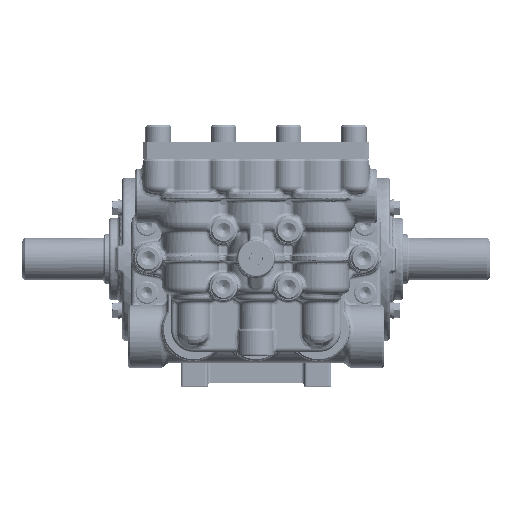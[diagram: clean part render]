
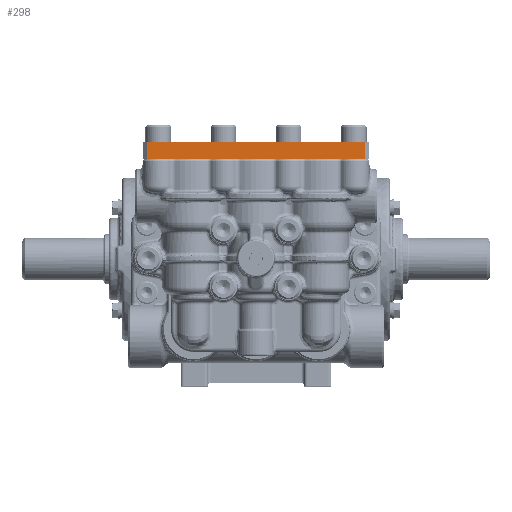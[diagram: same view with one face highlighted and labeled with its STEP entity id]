
A CAD part, top view. The second image highlights one B-rep face of the part: STEP entity #298.
In plain terms, the highlighted planar face has unit normal (0, 0, 1).
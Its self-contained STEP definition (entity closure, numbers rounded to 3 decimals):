
#261 = EDGE_CURVE ( 'NONE', #262, #263, #71898, .T. ) ;
#262 = VERTEX_POINT ( 'NONE', #71890 ) ;
#263 = VERTEX_POINT ( 'NONE', #71887 ) ;
#264 = ORIENTED_EDGE ( 'NONE', *, *, #265, .T. ) ;
#265 = EDGE_CURVE ( 'NONE', #262, #266, #71883, .T. ) ;
#266 = VERTEX_POINT ( 'NONE', #71877 ) ;
#267 = ORIENTED_EDGE ( 'NONE', *, *, #268, .T. ) ;
#268 = EDGE_CURVE ( 'NONE', #266, #269, #71871, .T. ) ;
#269 = VERTEX_POINT ( 'NONE', #71864 ) ;
#270 = ORIENTED_EDGE ( 'NONE', *, *, #271, .T. ) ;
#271 = EDGE_CURVE ( 'NONE', #269, #263, #71862, .T. ) ;
#298 = ADVANCED_FACE ( 'NONE', ( #71939 ), #71938, .F. ) ;
#300 = EDGE_LOOP ( 'NONE', ( #302, #264, #267, #270 ) ) ;
#302 = ORIENTED_EDGE ( 'NONE', *, *, #261, .F. ) ;
#71854 = DIRECTION ( 'NONE',  ( 0., 1., 0. ) ) ;
#71857 = VECTOR ( 'NONE', #71854, 1000. ) ;
#71859 = CARTESIAN_POINT ( 'NONE',  ( 77., 82., 329.5 ) ) ;
#71862 = LINE ( 'NONE', #71859, #71857 ) ;
#71864 = CARTESIAN_POINT ( 'NONE',  ( 77., 70., 329.5 ) ) ;
#71866 = DIRECTION ( 'NONE',  ( 1., 0., 0. ) ) ;
#71868 = VECTOR ( 'NONE', #71866, 1000. ) ;
#71869 = CARTESIAN_POINT ( 'NONE',  ( -80., 70., 329.5 ) ) ;
#71871 = LINE ( 'NONE', #71869, #71868 ) ;
#71877 = CARTESIAN_POINT ( 'NONE',  ( -77., 70., 329.5 ) ) ;
#71878 = DIRECTION ( 'NONE',  ( 0., -1., 0. ) ) ;
#71880 = VECTOR ( 'NONE', #71878, 1000. ) ;
#71881 = CARTESIAN_POINT ( 'NONE',  ( -77., 82., 329.5 ) ) ;
#71883 = LINE ( 'NONE', #71881, #71880 ) ;
#71887 = CARTESIAN_POINT ( 'NONE',  ( 77., 82., 329.5 ) ) ;
#71890 = CARTESIAN_POINT ( 'NONE',  ( -77., 82., 329.5 ) ) ;
#71893 = DIRECTION ( 'NONE',  ( 1., 0., 0. ) ) ;
#71894 = VECTOR ( 'NONE', #71893, 1000. ) ;
#71896 = CARTESIAN_POINT ( 'NONE',  ( -80., 82., 329.5 ) ) ;
#71898 = LINE ( 'NONE', #71896, #71894 ) ;
#71932 = CARTESIAN_POINT ( 'NONE',  ( -80., 82., 329.5 ) ) ;
#71936 = AXIS2_PLACEMENT_3D ( 'NONE', #71932, #72124, #72123 ) ;
#71938 = PLANE ( 'NONE',  #71936 ) ;
#71939 = FACE_OUTER_BOUND ( 'NONE', #300, .T. ) ;
#72123 = DIRECTION ( 'NONE',  ( -1., 0., 0. ) ) ;
#72124 = DIRECTION ( 'NONE',  ( 0., 0., -1. ) ) ;
